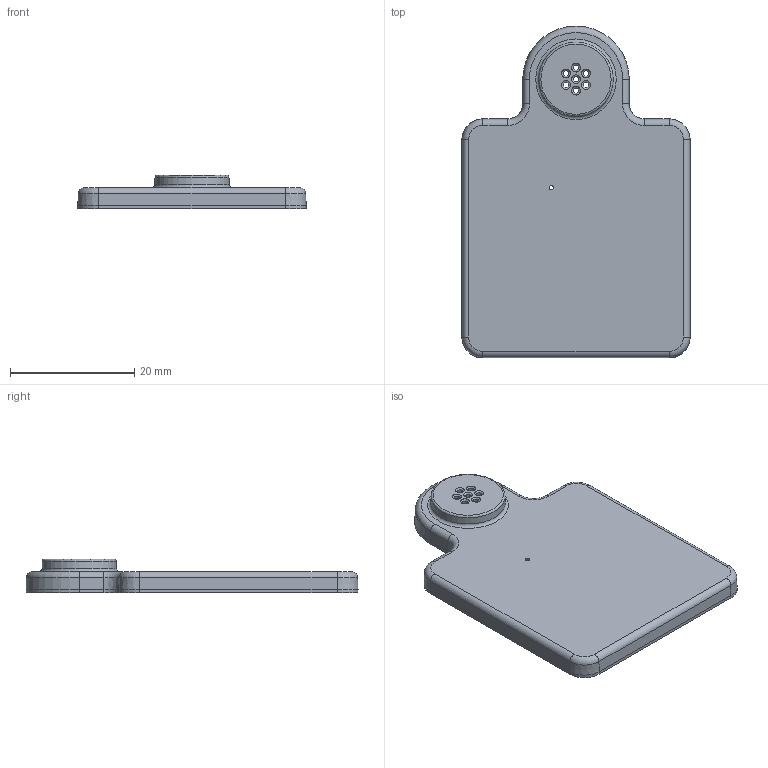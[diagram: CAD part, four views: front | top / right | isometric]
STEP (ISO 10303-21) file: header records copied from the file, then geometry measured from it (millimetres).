
FILE_DESCRIPTION(/* description */ (''),/* implementation_level */ '2;1');
FILE_NAME(/* name */ '28490054_007_COVER-SDPS 8-PIN.stp',/* time_stamp */ '2022-09-08T14:20:13+06:00',/* author */ (''),/* organization */ (''),/* preprocessor_version */ 'ST-DEVELOPER v16',/* originating_system */ 'SIEMENS PLM Software NX 11.0',/* authorisation */ '');
FILE_SCHEMA (('AUTOMOTIVE_DESIGN { 1 0 10303 214 3 1 1 1 }'));
Length unit declared in the file: millimetre
Products named in the file (1): 28490054_007_COVER-SDPS 8-PIN
Bounding box: 36.75 x 53.44 x 5.4 mm (x, y, z)
Volume: 2455.7 mm3; surface area: 4306.7 mm2
Topology: 1 solids, 1 shells, 283 faces, 717 edges, 466 vertices
Faces by surface type: plane 191, extrusion 35, cone 25, torus 17, cylinder 15
Full cylindrical faces by diameter (mm): 0.89 x7, 6 x1
Entity records: 9458 total; most frequent: CARTESIAN_POINT 3255, ORIENTED_EDGE 1374, DIRECTION 1006, EDGE_CURVE 687, VERTEX_POINT 457, EDGE_LOOP 350, B_SPLINE_CURVE_WITH_KNOTS 343, AXIS2_PLACEMENT_3D 343
